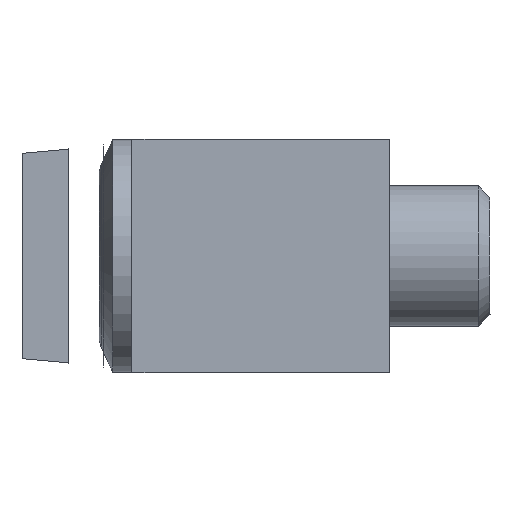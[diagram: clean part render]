
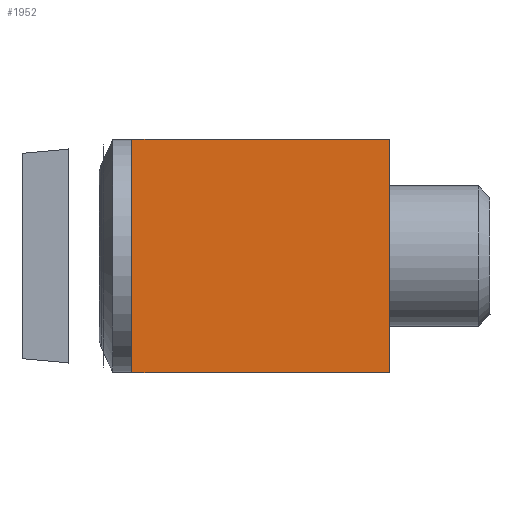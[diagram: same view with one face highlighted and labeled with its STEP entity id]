
A CAD part, left-side view. The second image highlights one B-rep face of the part: STEP entity #1952.
In plain terms, the highlighted planar face has unit normal (-1, 0, 0).
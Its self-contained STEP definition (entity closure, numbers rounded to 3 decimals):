
#120=LINE('',#3184,#228);
#122=LINE('',#3189,#230);
#123=LINE('',#3190,#231);
#124=LINE('',#3191,#232);
#228=VECTOR('',#2506,10.);
#230=VECTOR('',#2510,10.);
#231=VECTOR('',#2511,11.);
#232=VECTOR('',#2512,11.);
#358=FACE_OUTER_BOUND('',#478,.T.);
#478=EDGE_LOOP('',(#1409,#1410,#1411,#1412));
#808=VERTEX_POINT('',#3181);
#809=VERTEX_POINT('',#3183);
#810=VERTEX_POINT('',#3187);
#811=VERTEX_POINT('',#3188);
#1043=EDGE_CURVE('',#809,#808,#120,.T.);
#1045=EDGE_CURVE('',#810,#811,#122,.T.);
#1046=EDGE_CURVE('',#809,#811,#123,.T.);
#1047=EDGE_CURVE('',#810,#808,#124,.T.);
#1409=ORIENTED_EDGE('',*,*,#1045,.T.);
#1410=ORIENTED_EDGE('',*,*,#1046,.F.);
#1411=ORIENTED_EDGE('',*,*,#1043,.T.);
#1412=ORIENTED_EDGE('',*,*,#1047,.F.);
#1881=PLANE('',#2119);
#1952=ADVANCED_FACE('',(#358),#1881,.T.);
#2119=AXIS2_PLACEMENT_3D('',#3186,#2508,#2509);
#2506=DIRECTION('',(0.,0.,-1.));
#2508=DIRECTION('center_axis',(-1.,0.,0.));
#2509=DIRECTION('ref_axis',(0.,0.,1.));
#2510=DIRECTION('',(0.,0.,1.));
#2511=DIRECTION('',(0.,-1.,0.));
#2512=DIRECTION('',(0.,1.,0.));
#3181=CARTESIAN_POINT('',(-6.,0.,35.));
#3183=CARTESIAN_POINT('',(-6.,0.,45.));
#3184=CARTESIAN_POINT('',(-6.,0.,45.));
#3186=CARTESIAN_POINT('Origin',(-6.,0.,35.));
#3187=CARTESIAN_POINT('',(-6.,-11.,35.));
#3188=CARTESIAN_POINT('',(-6.,-11.,45.));
#3189=CARTESIAN_POINT('',(-6.,-11.,35.));
#3190=CARTESIAN_POINT('',(-6.,0.,45.));
#3191=CARTESIAN_POINT('',(-6.,-11.,35.));
